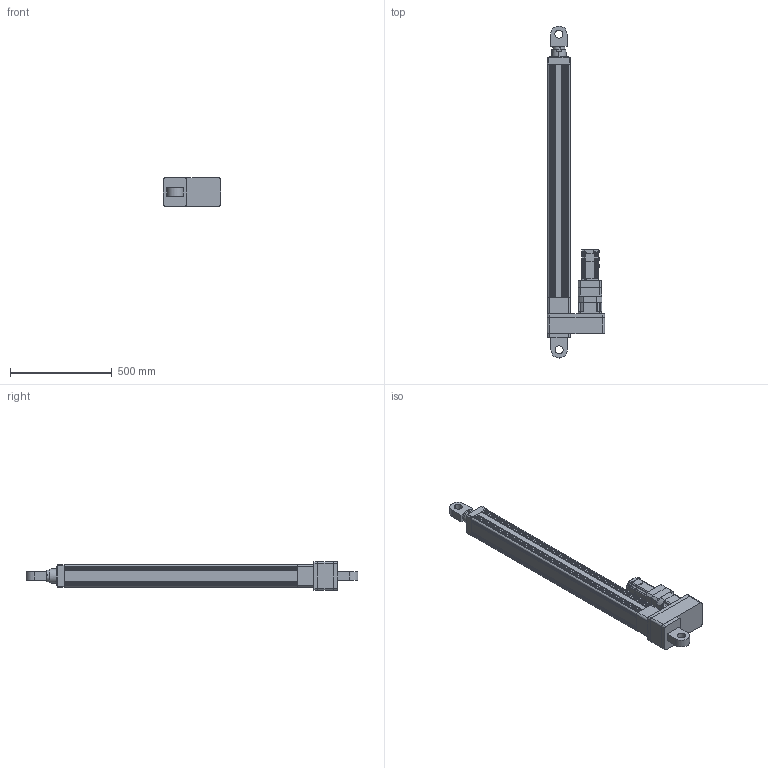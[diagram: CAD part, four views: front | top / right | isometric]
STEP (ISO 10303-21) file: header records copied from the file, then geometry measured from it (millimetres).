
FILE_DESCRIPTION (( 'STEP AP203' ), '1' );
FILE_NAME ('RLA110-10QX-51KN-R1000-12.5mm-s.STEP', '2025-01-07T01:51:14', ( '微软用户' ), ( '微软中国' ), 'SwSTEP 2.0', 'SolidWorks 2022', '' );
FILE_SCHEMA (( 'CONFIG_CONTROL_DESIGN' ));
Length unit declared in the file: millimetre
Products named in the file (23): 80#________-______.STEP; RLA110-10QX-51KN-R1000-12.5mm-s; 80#________0619.STEP; 60-80____________-sc-mc6p-ac-goubanchazuo0619.STEP; ____ D00B999YF5-TC 20-30-5-10619.STEP; 卡卡螺母39X2; 80#____  42 1_D08B104B3.STEP; E08B103AF1.STEP; 80#__________0619.STEP; 110缸行程1000折叠; ______ ____   C 6x6x25 __M3__________0619.STEP; 80#________________0619.STEP; V7E-M08A-R7530-□2L.STEP; 后单销耳; V7E-M08A-R7530-□2L; PGH115两级(19-70-90-M6); 40#______________1.STEP; SC40______________sc-mc7p-a6-zhichuxianchazuo0619.STEP; 前单销; 750w______-____0619.STEP; ______ ISO 4762 M3 x 12 --- 12N0619.STEP; ______ M4X16.STEP; ______ ISO 4762 M4 x12--202012210619.STEP
Assembly tree (31 placements, depth 4):
  RLA110-10QX-51KN-R1000-12.5mm-s
    110缸行程1000折叠
    V7E-M08A-R7530-□2L
      V7E-M08A-R7530-□2L.STEP
        80#________-______.STEP
        750w______-____0619.STEP
        80#________0619.STEP
        E08B103AF1.STEP
        60-80____________-sc-mc6p-ac-goubanchazuo0619.STEP
        ____ D00B999YF5-TC 20-30-5-10619.STEP
        ______ ____   C 6x6x25 __M3__________0619.STEP
        40#______________1.STEP
        80#________________0619.STEP
        80#__________0619.STEP
        SC40______________sc-mc7p-a6-zhichuxianchazuo0619.STEP
        ______ ISO 4762 M4 x12--202012210619.STEP  x4
        80#____  42 1_D08B104B3.STEP
        ______ ISO 4762 M3 x 12 --- 12N0619.STEP  x4
        ______ M4X16.STEP  x4
    PGH115两级(19-70-90-M6)
    后单销耳
    前单销
    卡卡螺母39X2
Bounding box: 280 x 1629 x 142 mm (x, y, z)
Volume: 13215993.1 mm3; surface area: 1842908.4 mm2
Topology: 43 solids, 48 shells, 4818 faces, 11991 edges, 7288 vertices
Faces by surface type: plane 2166, cylinder 1696, bspline 514, cone 230, torus 143, sphere 69
Entity records: 173728 total; most frequent: CARTESIAN_POINT 64429, ORIENTED_EDGE 22602, DIRECTION 21745, EDGE_CURVE 11301, AXIS2_PLACEMENT_3D 7537, VERTEX_POINT 6991, LINE 6671, VECTOR 6671
